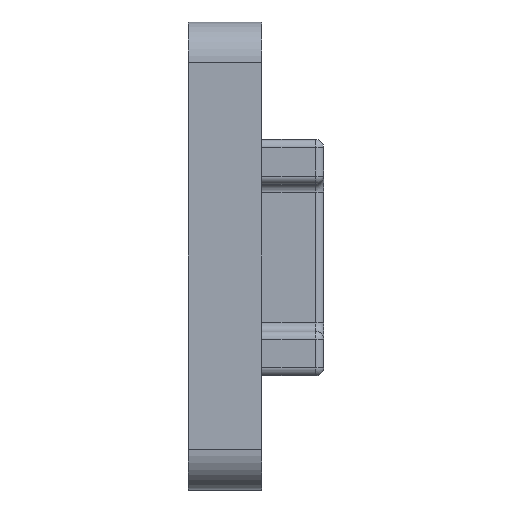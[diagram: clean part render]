
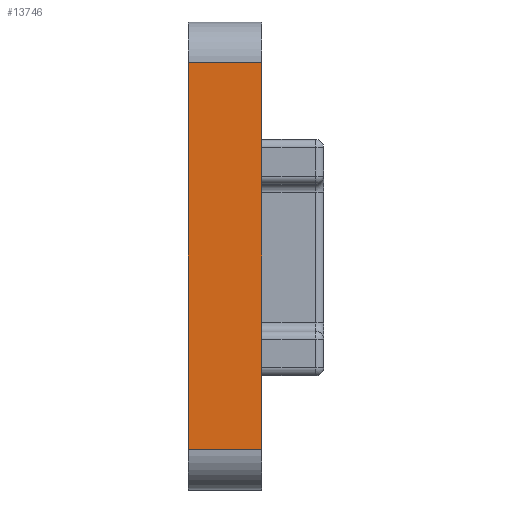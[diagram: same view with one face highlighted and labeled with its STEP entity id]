
A CAD part, front view. The second image highlights one B-rep face of the part: STEP entity #13746.
In plain terms, the highlighted planar face has unit normal (0, -1, 0).
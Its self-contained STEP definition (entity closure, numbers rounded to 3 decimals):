
#2395 = DIRECTION ( 'NONE',  ( 1., 0., 0. ) ) ;
#2580 = ORIENTED_EDGE ( 'NONE', *, *, #23407, .T. ) ;
#3084 = LINE ( 'NONE', #20397, #10959 ) ;
#3510 = LINE ( 'NONE', #19080, #22779 ) ;
#3760 = DIRECTION ( 'NONE',  ( 0., 1., 0. ) ) ;
#3923 = AXIS2_PLACEMENT_3D ( 'NONE', #7260, #3760, #22215 ) ;
#4027 = ORIENTED_EDGE ( 'NONE', *, *, #16224, .T. ) ;
#4288 = DIRECTION ( 'NONE',  ( 0., 0., -1. ) ) ;
#4701 = VERTEX_POINT ( 'NONE', #16409 ) ;
#5486 = EDGE_CURVE ( 'NONE', #21017, #4701, #3510, .T. ) ;
#6266 = ORIENTED_EDGE ( 'NONE', *, *, #11723, .F. ) ;
#7260 = CARTESIAN_POINT ( 'NONE',  ( 2.25, -18.65, 14.35 ) ) ;
#9920 = CARTESIAN_POINT ( 'NONE',  ( 2.25, -18.65, 11.85 ) ) ;
#10337 = CARTESIAN_POINT ( 'NONE',  ( -2.25, -18.65, -11.85 ) ) ;
#10681 = VERTEX_POINT ( 'NONE', #13576 ) ;
#10959 = VECTOR ( 'NONE', #22280, 1000. ) ;
#11052 = LINE ( 'NONE', #11607, #20401 ) ;
#11607 = CARTESIAN_POINT ( 'NONE',  ( -2.25, -18.65, 14.35 ) ) ;
#11723 = EDGE_CURVE ( 'NONE', #18841, #4701, #3084, .T. ) ;
#13320 = EDGE_LOOP ( 'NONE', ( #4027, #19537, #6266, #2580 ) ) ;
#13576 = CARTESIAN_POINT ( 'NONE',  ( -2.25, -18.65, 11.85 ) ) ;
#13746 = ADVANCED_FACE ( 'NONE', ( #17197 ), #20657, .F. ) ;
#16224 = EDGE_CURVE ( 'NONE', #10681, #21017, #11052, .T. ) ;
#16409 = CARTESIAN_POINT ( 'NONE',  ( 2.25, -18.65, -11.85 ) ) ;
#17197 = FACE_OUTER_BOUND ( 'NONE', #13320, .T. ) ;
#18841 = VERTEX_POINT ( 'NONE', #9920 ) ;
#19080 = CARTESIAN_POINT ( 'NONE',  ( 2.25, -18.65, -11.85 ) ) ;
#19537 = ORIENTED_EDGE ( 'NONE', *, *, #5486, .T. ) ;
#20397 = CARTESIAN_POINT ( 'NONE',  ( 2.25, -18.65, 14.35 ) ) ;
#20401 = VECTOR ( 'NONE', #4288, 1000. ) ;
#20657 = PLANE ( 'NONE',  #3923 ) ;
#21017 = VERTEX_POINT ( 'NONE', #10337 ) ;
#21074 = DIRECTION ( 'NONE',  ( -1., 0., 0. ) ) ;
#22215 = DIRECTION ( 'NONE',  ( 0., 0., 1. ) ) ;
#22280 = DIRECTION ( 'NONE',  ( 0., 0., -1. ) ) ;
#22779 = VECTOR ( 'NONE', #2395, 1000. ) ;
#23187 = CARTESIAN_POINT ( 'NONE',  ( 2.25, -18.65, 11.85 ) ) ;
#23407 = EDGE_CURVE ( 'NONE', #18841, #10681, #23436, .T. ) ;
#23436 = LINE ( 'NONE', #23187, #23743 ) ;
#23743 = VECTOR ( 'NONE', #21074, 1000. ) ;
